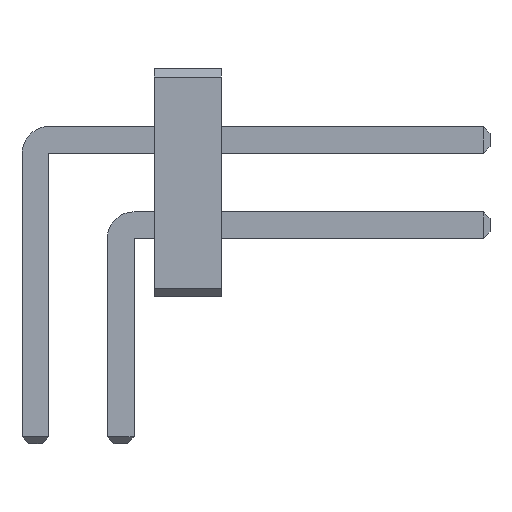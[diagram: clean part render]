
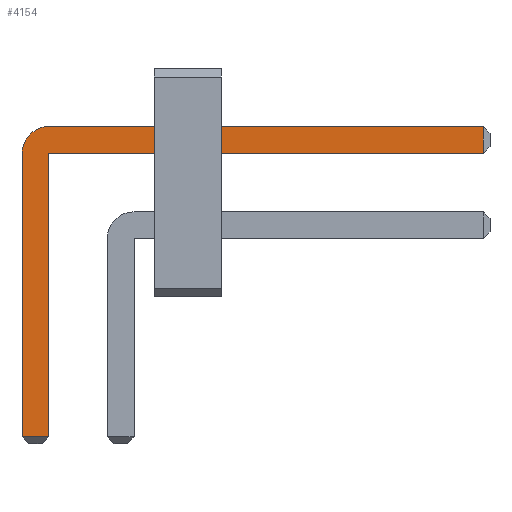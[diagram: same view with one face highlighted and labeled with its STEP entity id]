
A CAD part, front view. The second image highlights one B-rep face of the part: STEP entity #4154.
In plain terms, the highlighted planar face has unit normal (0, -1, 0).
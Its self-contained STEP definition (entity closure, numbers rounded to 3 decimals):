
#13=DIRECTION('',(0.,0.,1.));
#1867=VECTOR('',#13,1.);
#3956=VECTOR('',#3957,1.);
#3957=DIRECTION('',(1.,0.,0.));
#3963=VECTOR('',#3964,1.);
#3964=DIRECTION('',(0.,0.,-1.));
#3971=VECTOR('',#3972,1.);
#3972=DIRECTION('',(-1.,0.,0.));
#3993=DIRECTION('',(-0.,1.,0.));
#3997=DIRECTION('',(0.,1.,0.));
#3998=DIRECTION('',(0.,0.,1.));
#4005=VERTEX_POINT('',#4006);
#4006=CARTESIAN_POINT('',(0.2,-39.57,2.535));
#4008=ORIENTED_EDGE('',*,*,#4009,.T.);
#4009=EDGE_CURVE('',#4005,#4010,#4012,.T.);
#4010=VERTEX_POINT('',#4011);
#4011=CARTESIAN_POINT('',(6.67,-39.57,2.535));
#4012=LINE('',#4013,#3956);
#4013=CARTESIAN_POINT('',(-0.2,-39.57,2.535));
#4050=EDGE_CURVE('',#4051,#4005,#4053,.T.);
#4051=VERTEX_POINT('',#4052);
#4052=CARTESIAN_POINT('',(-0.2,-39.57,2.135));
#4053=CIRCLE('',#4054,0.4);
#4054=AXIS2_PLACEMENT_3D('',#4055,#3993,#3964);
#4055=CARTESIAN_POINT('',(0.2,-39.57,2.135));
#4067=VERTEX_POINT('',#4068);
#4068=CARTESIAN_POINT('',(6.67,-39.57,2.135));
#4070=ORIENTED_EDGE('',*,*,#4071,.T.);
#4071=EDGE_CURVE('',#4067,#4072,#4073,.T.);
#4072=VERTEX_POINT('',#4055);
#4073=LINE('',#4074,#3971);
#4074=CARTESIAN_POINT('',(6.77,-39.57,2.135));
#4086=VERTEX_POINT('',#4087);
#4087=CARTESIAN_POINT('',(-0.2,-39.57,-2.085));
#4089=ORIENTED_EDGE('',*,*,#4090,.T.);
#4090=EDGE_CURVE('',#4086,#4051,#4091,.T.);
#4091=LINE('',#4092,#1867);
#4092=CARTESIAN_POINT('',(-0.2,-39.57,-2.185));
#4100=ORIENTED_EDGE('',*,*,#4101,.T.);
#4101=EDGE_CURVE('',#4072,#4102,#4104,.T.);
#4102=VERTEX_POINT('',#4103);
#4103=CARTESIAN_POINT('',(0.2,-39.57,-2.085));
#4104=LINE('',#4055,#3963);
#4154=ADVANCED_FACE('',(#4155),#4164,.F.);
#4155=FACE_BOUND('',#4156,.F.);
#4156=EDGE_LOOP('',(#4008,#4157,#4070,#4100,#4160,#4089,#4163));
#4157=ORIENTED_EDGE('',*,*,#4158,.T.);
#4158=EDGE_CURVE('',#4010,#4067,#4159,.T.);
#4159=LINE('',#4011,#3963);
#4160=ORIENTED_EDGE('',*,*,#4161,.T.);
#4161=EDGE_CURVE('',#4102,#4086,#4162,.T.);
#4162=LINE('',#4103,#3971);
#4163=ORIENTED_EDGE('',*,*,#4050,.T.);
#4164=PLANE('',#4165);
#4165=AXIS2_PLACEMENT_3D('',#4166,#3997,#3998);
#4166=CARTESIAN_POINT('',(2.071,-39.57,1.389));
